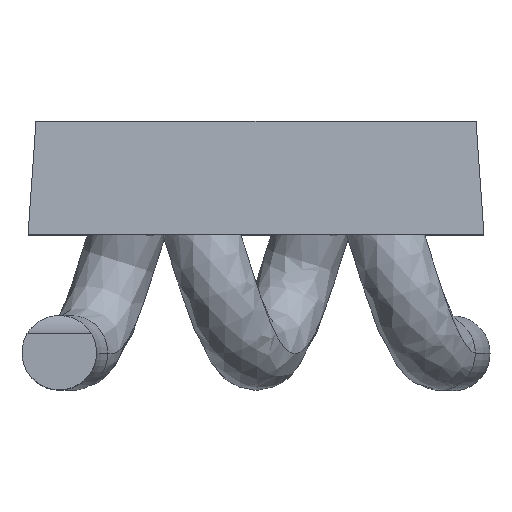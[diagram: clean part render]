
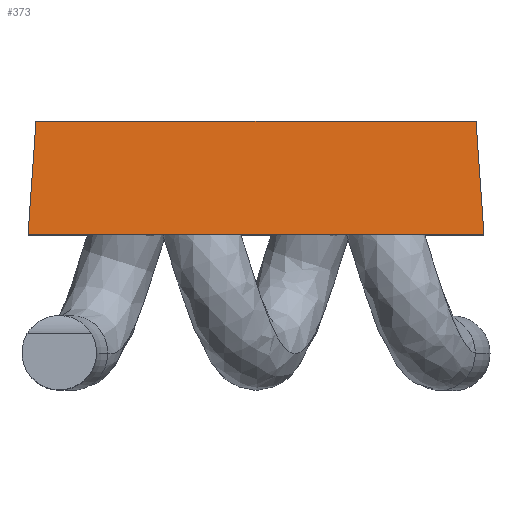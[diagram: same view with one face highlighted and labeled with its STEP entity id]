
A CAD part, top view. The second image highlights one B-rep face of the part: STEP entity #373.
In plain terms, the highlighted planar face has unit normal (0, 0.07, 0.998).
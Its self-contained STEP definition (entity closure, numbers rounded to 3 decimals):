
#12 = LINE ( 'NONE', #867, #218 ) ;
#40 = PLANE ( 'NONE',  #1061 ) ;
#54 = DIRECTION ( 'NONE',  ( -0.07, 0.995, -0.07 ) ) ;
#218 = VECTOR ( 'NONE', #1787, 1000. ) ;
#239 = EDGE_CURVE ( 'NONE', #604, #1281, #1635, .T. ) ;
#373 = ADVANCED_FACE ( 'NONE', ( #946 ), #40, .T. ) ;
#414 = VERTEX_POINT ( 'NONE', #966 ) ;
#491 = CARTESIAN_POINT ( 'NONE',  ( 2.02, 0.762, 0.674 ) ) ;
#603 = DIRECTION ( 'NONE',  ( 0.07, 0.995, -0.07 ) ) ;
#604 = VERTEX_POINT ( 'NONE', #1165 ) ;
#718 = VERTEX_POINT ( 'NONE', #1338 ) ;
#837 = VECTOR ( 'NONE', #54, 1000. ) ;
#858 = VECTOR ( 'NONE', #603, 1000. ) ;
#867 = CARTESIAN_POINT ( 'NONE',  ( -0.178, 0.762, 0.674 ) ) ;
#946 = FACE_OUTER_BOUND ( 'NONE', #1546, .T. ) ;
#949 = EDGE_CURVE ( 'NONE', #718, #604, #12, .T. ) ;
#966 = CARTESIAN_POINT ( 'NONE',  ( 1.981, 1.321, 0.635 ) ) ;
#996 = EDGE_CURVE ( 'NONE', #414, #1281, #1653, .T. ) ;
#1043 = ORIENTED_EDGE ( 'NONE', *, *, #949, .F. ) ;
#1061 = AXIS2_PLACEMENT_3D ( 'NONE', #1841, #1415, #1540 ) ;
#1165 = CARTESIAN_POINT ( 'NONE',  ( -0.217, 0.762, 0.674 ) ) ;
#1177 = EDGE_CURVE ( 'NONE', #718, #414, #1307, .T. ) ;
#1214 = VECTOR ( 'NONE', #1593, 1000. ) ;
#1281 = VERTEX_POINT ( 'NONE', #1649 ) ;
#1307 = LINE ( 'NONE', #491, #837 ) ;
#1338 = CARTESIAN_POINT ( 'NONE',  ( 2.02, 0.762, 0.674 ) ) ;
#1410 = ORIENTED_EDGE ( 'NONE', *, *, #1177, .T. ) ;
#1415 = DIRECTION ( 'NONE',  ( 0., 0.07, 0.998 ) ) ;
#1489 = CARTESIAN_POINT ( 'NONE',  ( -0.217, 0.762, 0.674 ) ) ;
#1509 = CARTESIAN_POINT ( 'NONE',  ( -0.178, 1.321, 0.635 ) ) ;
#1540 = DIRECTION ( 'NONE',  ( 0., -0.998, 0.07 ) ) ;
#1546 = EDGE_LOOP ( 'NONE', ( #1590, #1802, #1043, #1410 ) ) ;
#1590 = ORIENTED_EDGE ( 'NONE', *, *, #996, .T. ) ;
#1593 = DIRECTION ( 'NONE',  ( -1., 0., 0. ) ) ;
#1635 = LINE ( 'NONE', #1489, #858 ) ;
#1649 = CARTESIAN_POINT ( 'NONE',  ( -0.178, 1.321, 0.635 ) ) ;
#1653 = LINE ( 'NONE', #1509, #1214 ) ;
#1787 = DIRECTION ( 'NONE',  ( -1., 0., 0. ) ) ;
#1802 = ORIENTED_EDGE ( 'NONE', *, *, #239, .F. ) ;
#1841 = CARTESIAN_POINT ( 'NONE',  ( -0.178, 1.321, 0.635 ) ) ;
